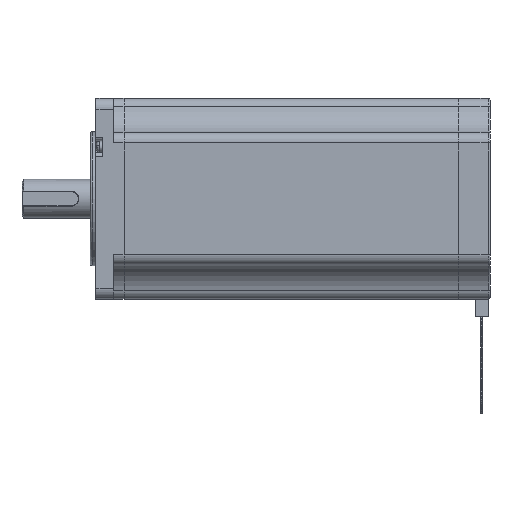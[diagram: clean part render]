
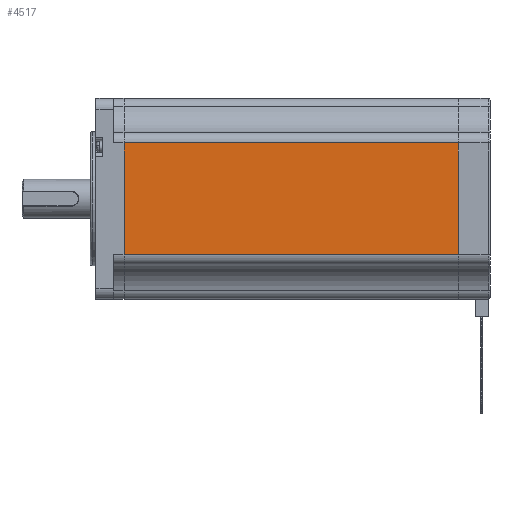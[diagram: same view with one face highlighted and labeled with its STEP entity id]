
A CAD part, front view. The second image highlights one B-rep face of the part: STEP entity #4517.
In plain terms, the highlighted planar face has unit normal (0, -1, 0).
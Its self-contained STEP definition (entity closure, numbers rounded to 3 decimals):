
#85 = DIRECTION ( 'NONE',  ( 0., -1., 0. ) ) ;
#394 = VERTEX_POINT ( 'NONE', #6600 ) ;
#395 = VECTOR ( 'NONE', #9778, 1000. ) ;
#700 = DIRECTION ( 'NONE',  ( 0., 0., -1. ) ) ;
#1519 = ORIENTED_EDGE ( 'NONE', *, *, #9504, .T. ) ;
#1585 = LINE ( 'NONE', #10549, #395 ) ;
#2418 = CARTESIAN_POINT ( 'NONE',  ( -9., -28.5, 28.5 ) ) ;
#2800 = DIRECTION ( 'NONE',  ( -1., 0., 0. ) ) ;
#3031 = ORIENTED_EDGE ( 'NONE', *, *, #7781, .T. ) ;
#3639 = EDGE_CURVE ( 'NONE', #4304, #3646, #1585, .T. ) ;
#3646 = VERTEX_POINT ( 'NONE', #8694 ) ;
#3882 = DIRECTION ( 'NONE',  ( 0., 0., 1. ) ) ;
#4304 = VERTEX_POINT ( 'NONE', #10158 ) ;
#4478 = LINE ( 'NONE', #10199, #10500 ) ;
#4517 = ADVANCED_FACE ( 'NONE', ( #9757 ), #7278, .T. ) ;
#5028 = EDGE_CURVE ( 'NONE', #394, #7885, #4478, .T. ) ;
#5534 = ORIENTED_EDGE ( 'NONE', *, *, #3639, .T. ) ;
#5640 = EDGE_LOOP ( 'NONE', ( #6940, #1519, #5534, #3031 ) ) ;
#5765 = LINE ( 'NONE', #2418, #10502 ) ;
#6600 = CARTESIAN_POINT ( 'NONE',  ( -9., -28.5, 15.851 ) ) ;
#6940 = ORIENTED_EDGE ( 'NONE', *, *, #5028, .T. ) ;
#7278 = PLANE ( 'NONE',  #10667 ) ;
#7376 = CARTESIAN_POINT ( 'NONE',  ( -104., -28.5, 28.5 ) ) ;
#7781 = EDGE_CURVE ( 'NONE', #3646, #394, #5765, .T. ) ;
#7885 = VERTEX_POINT ( 'NONE', #9083 ) ;
#8036 = LINE ( 'NONE', #7376, #9502 ) ;
#8694 = CARTESIAN_POINT ( 'NONE',  ( -9., -28.5, -15.851 ) ) ;
#9083 = CARTESIAN_POINT ( 'NONE',  ( -104., -28.5, 15.851 ) ) ;
#9502 = VECTOR ( 'NONE', #700, 1000. ) ;
#9504 = EDGE_CURVE ( 'NONE', #7885, #4304, #8036, .T. ) ;
#9757 = FACE_OUTER_BOUND ( 'NONE', #5640, .T. ) ;
#9778 = DIRECTION ( 'NONE',  ( 1., 0., 0. ) ) ;
#9862 = CARTESIAN_POINT ( 'NONE',  ( -9., -28.5, 28.5 ) ) ;
#10158 = CARTESIAN_POINT ( 'NONE',  ( -104., -28.5, -15.851 ) ) ;
#10199 = CARTESIAN_POINT ( 'NONE',  ( -9., -28.5, 15.851 ) ) ;
#10500 = VECTOR ( 'NONE', #2800, 1000. ) ;
#10502 = VECTOR ( 'NONE', #3882, 1000. ) ;
#10549 = CARTESIAN_POINT ( 'NONE',  ( 0., -28.5, -15.851 ) ) ;
#10667 = AXIS2_PLACEMENT_3D ( 'NONE', #9862, #85, #10676 ) ;
#10676 = DIRECTION ( 'NONE',  ( 0., 0., -1. ) ) ;
